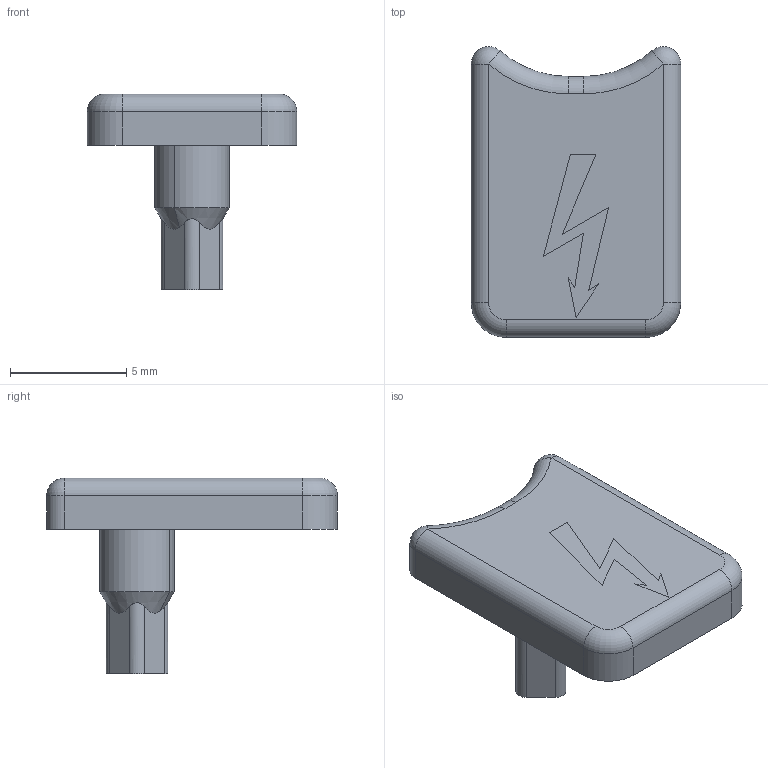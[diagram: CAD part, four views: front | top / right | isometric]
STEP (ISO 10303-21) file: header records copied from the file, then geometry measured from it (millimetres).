
FILE_DESCRIPTION(('CATIA V5R20 STEP214','CAx-IF Rec.Pracs.--- Model Styling and Organization---1.2---2011-12-15'),'2;1');
FILE_NAME ('334681_1', '2015-08-25T09:46:43+00:00', ('Weidmueller Interface'), ('Weidmueller'), 'CATIA Version 5-6 Release 2014 SP4', 'CATIA V5 STEP AP214', 'none');
FILE_SCHEMA(('AUTOMOTIVE_DESIGN { 1 0 10303 214 1 1 1 1 }'));
Length unit declared in the file: millimetre
Products named in the file (1): 1746730000_ZAD_4_5
Bounding box: 9 x 12.48 x 8.4 mm (x, y, z)
Volume: 263.9 mm3; surface area: 358.5 mm2
Topology: 2 solids, 2 shells, 60 faces, 150 edges, 94 vertices
Faces by surface type: plane 36, cylinder 16, torus 4, sphere 2, cone 2
Entity records: 1805 total; most frequent: CARTESIAN_POINT 391, ORIENTED_EDGE 296, DIRECTION 249, EDGE_CURVE 148, AXIS2_PLACEMENT_3D 96, VERTEX_POINT 94, VECTOR 93, LINE 93
